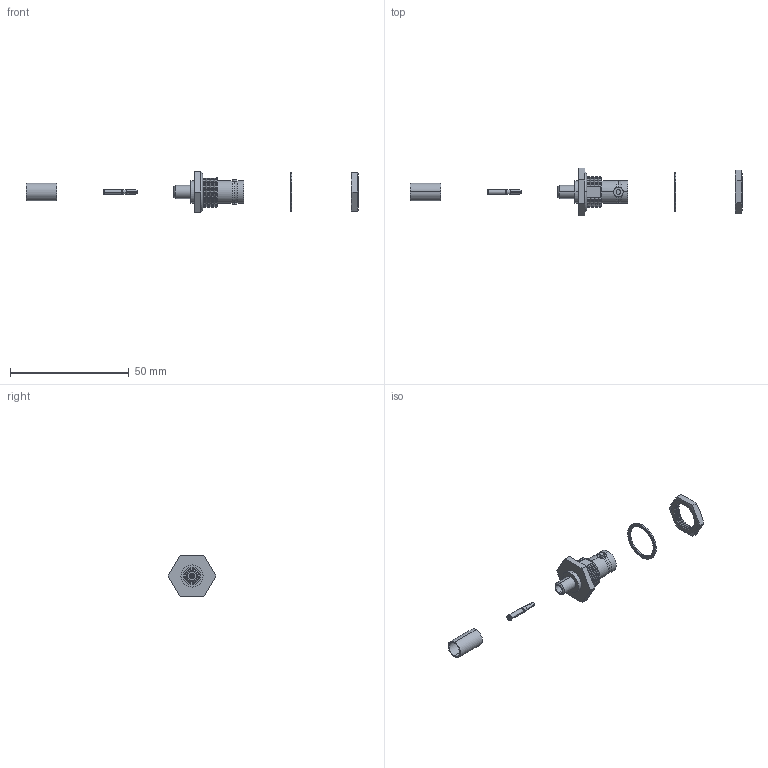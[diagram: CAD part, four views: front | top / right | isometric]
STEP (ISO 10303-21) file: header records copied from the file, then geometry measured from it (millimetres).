
FILE_DESCRIPTION (( 'STEP AP214' ), '1' );
FILE_NAME ('BAC552.STEP', '2009-04-03T13:05:34', ( ' ' ), ( ' ' ), 'SwSTEP 2.0', 'SolidWorks 2008', '' );
FILE_SCHEMA (( 'AUTOMOTIVE_DESIGN' ));
Length unit declared in the file: inch
Products named in the file (6): BAC552-MA3; BAC552-MA4; BAC552; BAC552-MA1; BAC552-MA2
Assembly tree (5 placements, depth 2):
  BAC552
    BAC552-MA4
    BAC552-MA2
    BAC552-MA1
    BAC552-MA3
    BAC552
Bounding box: 139.79 x 20.21 x 17.5 mm (x, y, z)
Volume: 2606.4 mm3; surface area: 4096.2 mm2
Topology: 6 solids, 6 shells, 372 faces, 905 edges, 585 vertices
Faces by surface type: plane 226, cone 73, cylinder 63, torus 6, bspline 4
Entity records: 12214 total; most frequent: CARTESIAN_POINT 2386, DIRECTION 1849, ORIENTED_EDGE 1810, EDGE_CURVE 905, AXIS2_PLACEMENT_3D 668, VERTEX_POINT 585, VECTOR 513, LINE 513
